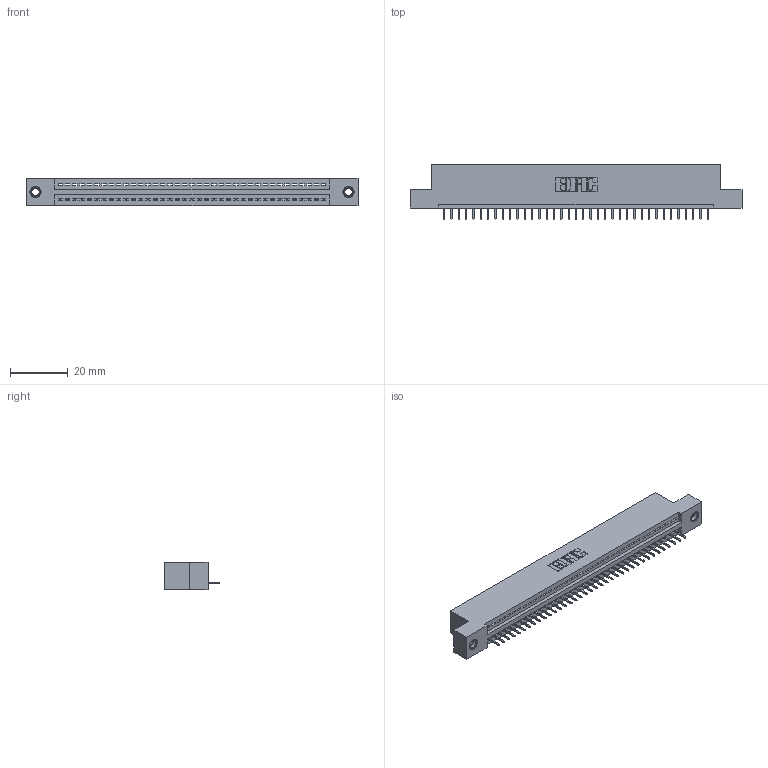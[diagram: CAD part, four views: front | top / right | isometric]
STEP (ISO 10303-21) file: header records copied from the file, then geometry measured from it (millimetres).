
FILE_DESCRIPTION (( 'STEP AP203' ), '1' );
FILE_NAME ('395-037-524-107.STEP', '2018-11-13T23:10:51', ( '' ), ( '' ), 'SwSTEP 2.0', 'SolidWorks 2016', '' );
FILE_SCHEMA (( 'CONFIG_CONTROL_DESIGN' ));
Length unit declared in the file: inch
Products named in the file (4): 345 Part_Flush Mounting Lugs - 0.156 Dia-TI; 345-292-001_345-293-124; 395-037-524-107; 345-250-001_345-250-005-103
Assembly tree (40 placements, depth 2):
  395-037-524-107
    345 Part_Flush Mounting Lugs - 0.156 Dia-TI
    345-292-001_345-293-124  x37
    345-250-001_345-250-005-103  x2
Bounding box: 115.19 x 19.35 x 9.4 mm (x, y, z)
Volume: 10740.1 mm3; surface area: 13769.9 mm2
Topology: 40 solids, 40 shells, 2480 faces, 7137 edges, 4602 vertices
Faces by surface type: plane 1814, cylinder 650, cone 12, torus 4
Entity records: 29780 total; most frequent: CARTESIAN_POINT 5138, ORIENTED_EDGE 5102, DIRECTION 4523, EDGE_CURVE 2551, LINE 2255, VECTOR 2255, VERTEX_POINT 1692, AXIS2_PLACEMENT_3D 1134
